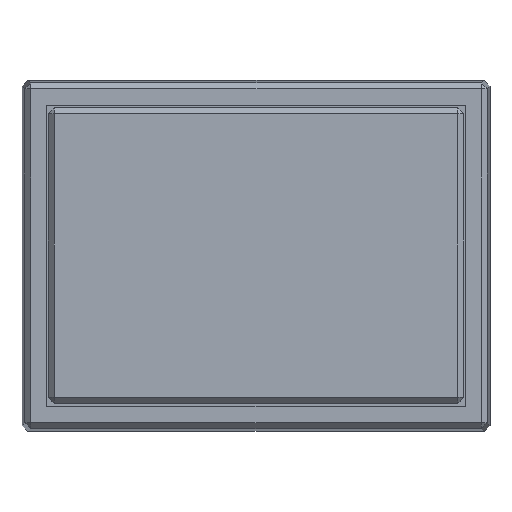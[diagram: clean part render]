
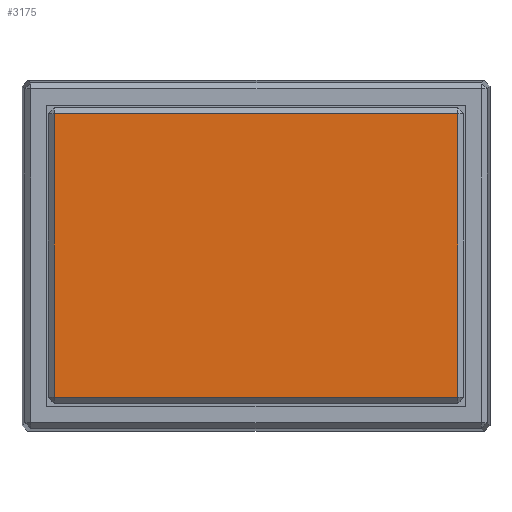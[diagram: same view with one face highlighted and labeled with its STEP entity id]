
A CAD part, top view. The second image highlights one B-rep face of the part: STEP entity #3175.
In plain terms, the highlighted planar face has unit normal (0, 0, 1).
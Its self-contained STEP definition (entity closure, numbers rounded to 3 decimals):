
#92 = EDGE_CURVE ( 'NONE', #2043, #2375, #2342, .T. ) ;
#129 = CARTESIAN_POINT ( 'NONE',  ( 0., -4.85, 9. ) ) ;
#201 = PLANE ( 'NONE',  #2298 ) ;
#294 = CARTESIAN_POINT ( 'NONE',  ( 6.9, -4.85, 9. ) ) ;
#317 = CARTESIAN_POINT ( 'NONE',  ( -6.9, 0., 9. ) ) ;
#439 = ORIENTED_EDGE ( 'NONE', *, *, #662, .F. ) ;
#474 = EDGE_CURVE ( 'NONE', #2865, #2043, #935, .T. ) ;
#481 = EDGE_LOOP ( 'NONE', ( #439, #599, #645, #826 ) ) ;
#599 = ORIENTED_EDGE ( 'NONE', *, *, #92, .F. ) ;
#645 = ORIENTED_EDGE ( 'NONE', *, *, #474, .F. ) ;
#662 = EDGE_CURVE ( 'NONE', #2375, #2255, #2529, .T. ) ;
#826 = ORIENTED_EDGE ( 'NONE', *, *, #1818, .F. ) ;
#910 = LINE ( 'NONE', #1879, #2406 ) ;
#935 = LINE ( 'NONE', #1902, #1523 ) ;
#1063 = VECTOR ( 'NONE', #1299, 1000. ) ;
#1132 = DIRECTION ( 'NONE',  ( -1., 0., 0. ) ) ;
#1192 = CARTESIAN_POINT ( 'NONE',  ( -6.9, -4.85, 9. ) ) ;
#1299 = DIRECTION ( 'NONE',  ( 0., 1., 0. ) ) ;
#1523 = VECTOR ( 'NONE', #2912, 1000. ) ;
#1818 = EDGE_CURVE ( 'NONE', #2255, #2865, #910, .T. ) ;
#1850 = CARTESIAN_POINT ( 'NONE',  ( -6.9, 4.85, 9. ) ) ;
#1879 = CARTESIAN_POINT ( 'NONE',  ( 0., 4.85, 9. ) ) ;
#1902 = CARTESIAN_POINT ( 'NONE',  ( 6.9, 0., 9. ) ) ;
#1943 = CARTESIAN_POINT ( 'NONE',  ( -6.9, -4.85, 9. ) ) ;
#2043 = VERTEX_POINT ( 'NONE', #294 ) ;
#2163 = DIRECTION ( 'NONE',  ( 0., 0., 1. ) ) ;
#2210 = CARTESIAN_POINT ( 'NONE',  ( 6.9, 4.85, 9. ) ) ;
#2255 = VERTEX_POINT ( 'NONE', #1850 ) ;
#2298 = AXIS2_PLACEMENT_3D ( 'NONE', #1192, #2163, #3176 ) ;
#2342 = LINE ( 'NONE', #129, #2459 ) ;
#2375 = VERTEX_POINT ( 'NONE', #1943 ) ;
#2406 = VECTOR ( 'NONE', #2890, 1000. ) ;
#2411 = FACE_OUTER_BOUND ( 'NONE', #481, .T. ) ;
#2459 = VECTOR ( 'NONE', #1132, 1000. ) ;
#2529 = LINE ( 'NONE', #317, #1063 ) ;
#2865 = VERTEX_POINT ( 'NONE', #2210 ) ;
#2890 = DIRECTION ( 'NONE',  ( 1., 0., 0. ) ) ;
#2912 = DIRECTION ( 'NONE',  ( 0., -1., 0. ) ) ;
#3175 = ADVANCED_FACE ( 'NONE', ( #2411 ), #201, .T. ) ;
#3176 = DIRECTION ( 'NONE',  ( 1., 0., 0. ) ) ;
